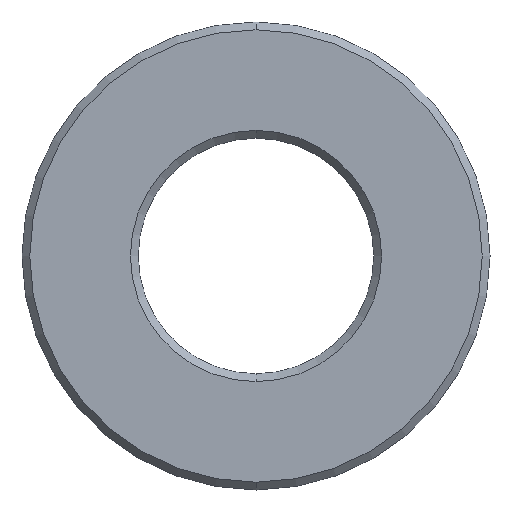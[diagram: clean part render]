
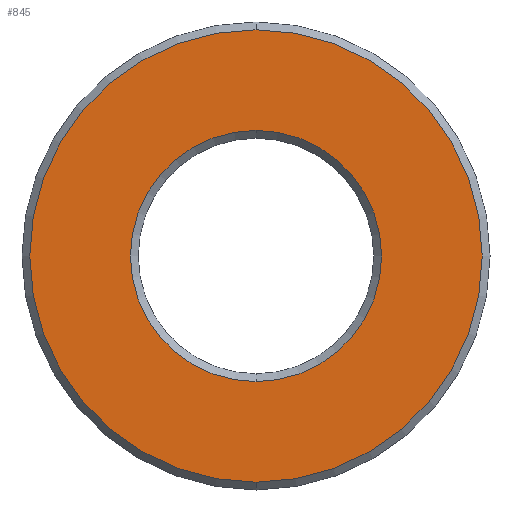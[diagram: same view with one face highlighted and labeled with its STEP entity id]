
A CAD part, front view. The second image highlights one B-rep face of the part: STEP entity #845.
In plain terms, the highlighted planar face has unit normal (0, -1, 0).
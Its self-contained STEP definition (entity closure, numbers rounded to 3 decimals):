
#2 = DIRECTION ( 'NONE',  ( 0., 1., 0. ) ) ;
#27 = VERTEX_POINT ( 'NONE', #775 ) ;
#34 = CARTESIAN_POINT ( 'NONE',  ( 0., -1., -8.05 ) ) ;
#59 = VERTEX_POINT ( 'NONE', #681 ) ;
#95 = FACE_OUTER_BOUND ( 'NONE', #818, .T. ) ;
#107 = CIRCLE ( 'NONE', #705, 14.5 ) ;
#149 = DIRECTION ( 'NONE',  ( 0., 0., -1. ) ) ;
#159 = CIRCLE ( 'NONE', #849, 8.05 ) ;
#209 = CARTESIAN_POINT ( 'NONE',  ( 0., -1., 14.5 ) ) ;
#242 = DIRECTION ( 'NONE',  ( 0., -1., 0. ) ) ;
#262 = EDGE_CURVE ( 'NONE', #59, #767, #887, .T. ) ;
#274 = ORIENTED_EDGE ( 'NONE', *, *, #945, .T. ) ;
#328 = CARTESIAN_POINT ( 'NONE',  ( 0., -1., 0. ) ) ;
#351 = CARTESIAN_POINT ( 'NONE',  ( 0., -1., 0. ) ) ;
#365 = CARTESIAN_POINT ( 'NONE',  ( 0., -1., 0. ) ) ;
#535 = CARTESIAN_POINT ( 'NONE',  ( 0., -1., 0. ) ) ;
#550 = DIRECTION ( 'NONE',  ( 0., 0., -1. ) ) ;
#559 = VERTEX_POINT ( 'NONE', #34 ) ;
#612 = CIRCLE ( 'NONE', #766, 8.05 ) ;
#613 = DIRECTION ( 'NONE',  ( 0., 0., -1. ) ) ;
#633 = EDGE_CURVE ( 'NONE', #27, #559, #612, .T. ) ;
#681 = CARTESIAN_POINT ( 'NONE',  ( 0., -1., -14.5 ) ) ;
#694 = DIRECTION ( 'NONE',  ( 0., -1., 0. ) ) ;
#705 = AXIS2_PLACEMENT_3D ( 'NONE', #1176, #694, #149 ) ;
#717 = ORIENTED_EDGE ( 'NONE', *, *, #826, .T. ) ;
#741 = DIRECTION ( 'NONE',  ( 0., -1., 0. ) ) ;
#766 = AXIS2_PLACEMENT_3D ( 'NONE', #535, #906, #1209 ) ;
#767 = VERTEX_POINT ( 'NONE', #209 ) ;
#775 = CARTESIAN_POINT ( 'NONE',  ( 0., -1., 8.05 ) ) ;
#818 = EDGE_LOOP ( 'NONE', ( #274, #999 ) ) ;
#826 = EDGE_CURVE ( 'NONE', #559, #27, #159, .T. ) ;
#838 = PLANE ( 'NONE',  #1005 ) ;
#845 = ADVANCED_FACE ( 'NONE', ( #937, #95 ), #838, .T. ) ;
#849 = AXIS2_PLACEMENT_3D ( 'NONE', #351, #2, #550 ) ;
#887 = CIRCLE ( 'NONE', #1152, 14.5 ) ;
#906 = DIRECTION ( 'NONE',  ( 0., 1., 0. ) ) ;
#937 = FACE_BOUND ( 'NONE', #1126, .T. ) ;
#945 = EDGE_CURVE ( 'NONE', #767, #59, #107, .T. ) ;
#999 = ORIENTED_EDGE ( 'NONE', *, *, #262, .T. ) ;
#1005 = AXIS2_PLACEMENT_3D ( 'NONE', #365, #741, #1128 ) ;
#1077 = ORIENTED_EDGE ( 'NONE', *, *, #633, .T. ) ;
#1126 = EDGE_LOOP ( 'NONE', ( #717, #1077 ) ) ;
#1128 = DIRECTION ( 'NONE',  ( 0., 0., -1. ) ) ;
#1152 = AXIS2_PLACEMENT_3D ( 'NONE', #328, #242, #613 ) ;
#1176 = CARTESIAN_POINT ( 'NONE',  ( 0., -1., 0. ) ) ;
#1209 = DIRECTION ( 'NONE',  ( 0., 0., -1. ) ) ;
